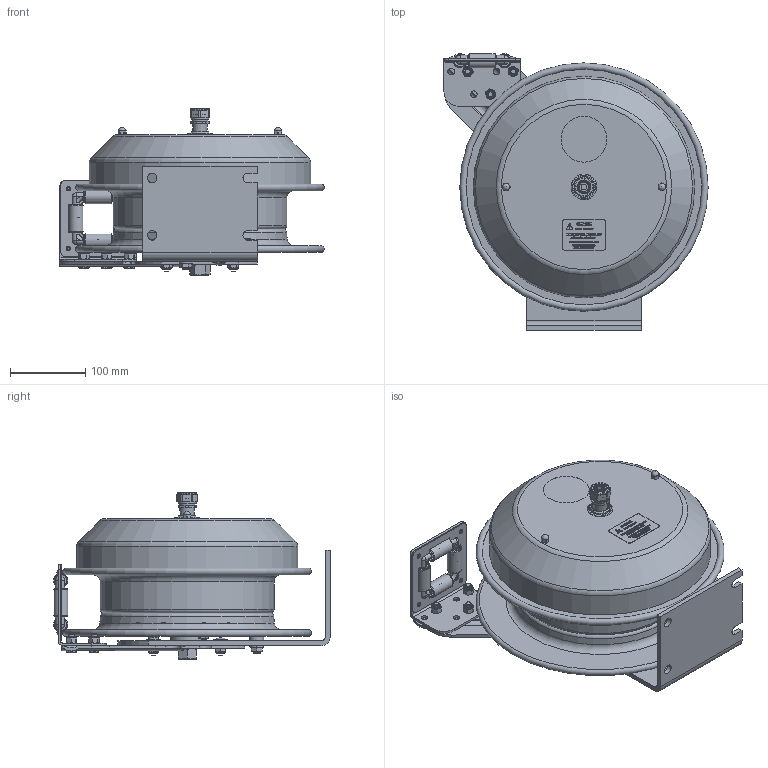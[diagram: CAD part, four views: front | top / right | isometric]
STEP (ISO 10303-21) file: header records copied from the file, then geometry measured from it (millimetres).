
FILE_DESCRIPTION(/* description */ (''),/* implementation_level */ '2;1');
FILE_NAME(/* name */ 'EZ-PC13-5016-A_SHARED.stp',/* time_stamp */ '2020-03-18T10:19:17-07:00',/* author */ ('NMelton'),/* organization */ (''),/* preprocessor_version */ 'ST-DEVELOPER v17',/* originating_system */ 'Autodesk Inventor 2019',/* authorisation */ '');
FILE_SCHEMA (('AUTOMOTIVE_DESIGN { 1 0 10303 214 3 1 1 }'));
Products named in the file (1): EZ-PC13-5016-A_SHARED
Bounding box: 351.32 x 368.05 x 221.6 mm (x, y, z)
Surface area: 760192.2 mm2 (no closed solid volume)
Topology: 0 solids, 215 shells, 3539 faces, 14057 edges, 10480 vertices
Faces by surface type: plane 2181, bspline 842, cylinder 275, cone 128, torus 71, sphere 42
Full cylindrical faces by diameter (mm): 2.54 x1, 4.699 x4, 4.826 x2, 5.556 x4, 5.588 x3, 6.223 x2, 6.35 x4, 7.62 x1, 7.938 x3, 8.001 x1, 8.731 x7, 11.43 x3, 12.192 x8, 12.446 x1, 12.7 x3, 15.875 x3, 17.399 x1, 18.542 x1, 19.05 x5, 21.488 x1, 23.698 x1, 25.4 x2, 26.568 x1, 28.575 x1, 28.702 x1, 34.112 x1, 44.044 x1, 60.96 x1, 231.028 x1, 294.386 x1
Entity records: 157797 total; most frequent: CARTESIAN_POINT 47700, ORIENTED_EDGE 21916, DIRECTION 17263, EDGE_CURVE 14010, VERTEX_POINT 10480, LINE 8861, VECTOR 8861, AXIS2_PLACEMENT_3D 4201
